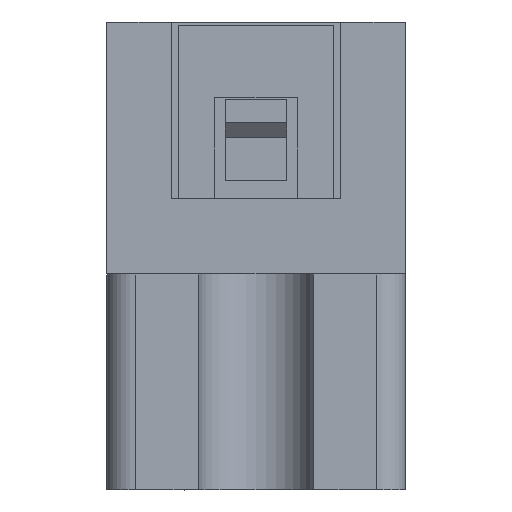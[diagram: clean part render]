
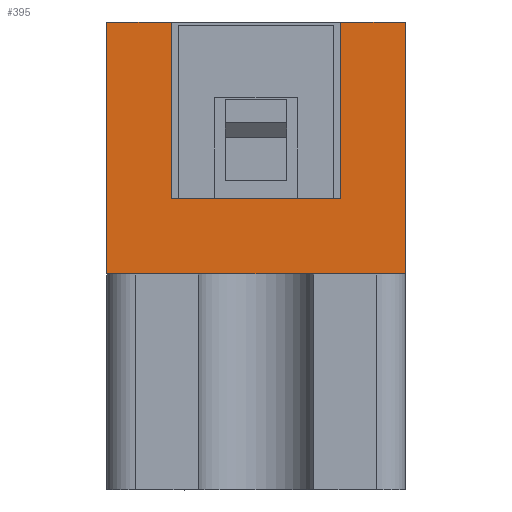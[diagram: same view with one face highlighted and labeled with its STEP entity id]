
A CAD part, left-side view. The second image highlights one B-rep face of the part: STEP entity #395.
In plain terms, the highlighted planar face has unit normal (-1, 0, 0).
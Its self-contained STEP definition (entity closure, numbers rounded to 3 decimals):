
#324=CARTESIAN_POINT('',(-17.825,0.,5.));
#325=DIRECTION('',(0.,-1.,0.));
#326=DIRECTION('',(-1.,0.,0.));
#327=AXIS2_PLACEMENT_3D('',#324,#326,#325);
#328=PLANE('',#327);
#329=CARTESIAN_POINT('',(-17.825,-4.15,10.));
#330=VERTEX_POINT('',#329);
#331=CARTESIAN_POINT('',(-17.825,-2.35,10.));
#332=VERTEX_POINT('',#331);
#333=CARTESIAN_POINT('',(-17.825,-4.15,10.));
#334=DIRECTION('',(0.,1.,0.));
#335=VECTOR('',#334,1.8);
#336=LINE('',#333,#335);
#337=EDGE_CURVE('',#330,#332,#336,.T.);
#338=ORIENTED_EDGE('',*,*,#337,.T.);
#339=CARTESIAN_POINT('',(-17.825,-2.35,5.1));
#340=VERTEX_POINT('',#339);
#341=CARTESIAN_POINT('',(-17.825,-2.35,10.));
#342=DIRECTION('',(0.,0.,-1.));
#343=VECTOR('',#342,4.9);
#344=LINE('',#341,#343);
#345=EDGE_CURVE('',#332,#340,#344,.T.);
#346=ORIENTED_EDGE('',*,*,#345,.T.);
#347=CARTESIAN_POINT('',(-17.825,2.35,5.1));
#348=VERTEX_POINT('',#347);
#349=CARTESIAN_POINT('',(-17.825,-2.35,5.1));
#350=DIRECTION('',(0.,1.,0.));
#351=VECTOR('',#350,4.7);
#352=LINE('',#349,#351);
#353=EDGE_CURVE('',#340,#348,#352,.T.);
#354=ORIENTED_EDGE('',*,*,#353,.T.);
#355=CARTESIAN_POINT('',(-17.825,2.35,10.));
#356=VERTEX_POINT('',#355);
#357=CARTESIAN_POINT('',(-17.825,2.35,5.1));
#358=DIRECTION('',(0.,0.,1.));
#359=VECTOR('',#358,4.9);
#360=LINE('',#357,#359);
#361=EDGE_CURVE('',#348,#356,#360,.T.);
#362=ORIENTED_EDGE('',*,*,#361,.T.);
#363=CARTESIAN_POINT('',(-17.825,4.15,10.));
#364=VERTEX_POINT('',#363);
#365=CARTESIAN_POINT('',(-17.825,2.35,10.));
#366=DIRECTION('',(0.,1.,0.));
#367=VECTOR('',#366,1.8);
#368=LINE('',#365,#367);
#369=EDGE_CURVE('',#356,#364,#368,.T.);
#370=ORIENTED_EDGE('',*,*,#369,.T.);
#371=CARTESIAN_POINT('',(-17.825,4.15,3.));
#372=VERTEX_POINT('',#371);
#373=CARTESIAN_POINT('',(-17.825,4.15,10.));
#374=DIRECTION('',(0.,0.,-1.));
#375=VECTOR('',#374,7.);
#376=LINE('',#373,#375);
#377=EDGE_CURVE('',#364,#372,#376,.T.);
#378=ORIENTED_EDGE('',*,*,#377,.T.);
#379=CARTESIAN_POINT('',(-17.825,-4.15,3.));
#380=VERTEX_POINT('',#379);
#381=CARTESIAN_POINT('',(-17.825,4.15,3.));
#382=DIRECTION('',(0.,-1.,0.));
#383=VECTOR('',#382,8.3);
#384=LINE('',#381,#383);
#385=EDGE_CURVE('',#372,#380,#384,.T.);
#386=ORIENTED_EDGE('',*,*,#385,.T.);
#387=CARTESIAN_POINT('',(-17.825,-4.15,3.));
#388=DIRECTION('',(0.,0.,1.));
#389=VECTOR('',#388,7.);
#390=LINE('',#387,#389);
#391=EDGE_CURVE('',#380,#330,#390,.T.);
#392=ORIENTED_EDGE('',*,*,#391,.T.);
#393=EDGE_LOOP('',(#338,#346,#354,#362,#370,#378,#386,#392));
#394=FACE_OUTER_BOUND('',#393,.T.);
#395=ADVANCED_FACE('',(#394),#328,.T.);
